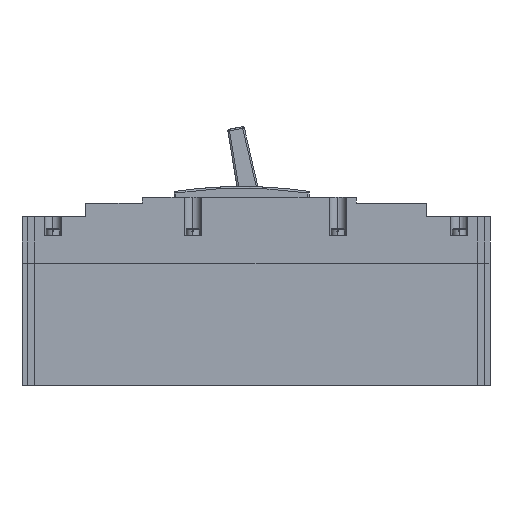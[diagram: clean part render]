
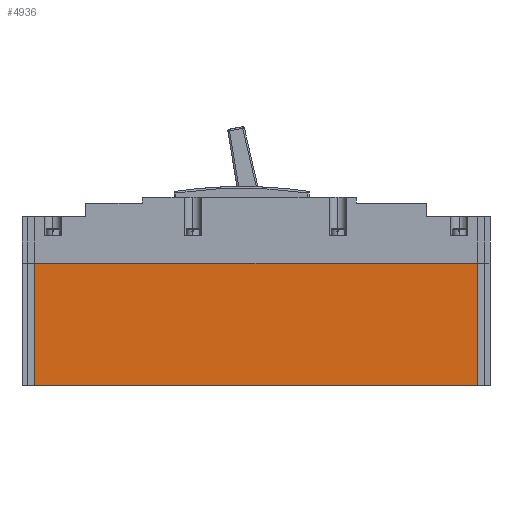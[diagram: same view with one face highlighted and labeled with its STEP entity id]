
A CAD part, left-side view. The second image highlights one B-rep face of the part: STEP entity #4936.
In plain terms, the highlighted planar face has unit normal (-1, 0, 0).
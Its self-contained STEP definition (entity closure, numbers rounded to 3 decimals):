
#2418 = DIRECTION ( 'NONE',  ( 0., 0., -1. ) ) ;
#3018 = VECTOR ( 'NONE', #9784, 1000. ) ;
#3064 = CARTESIAN_POINT ( 'NONE',  ( -105., -140., 0. ) ) ;
#3572 = VECTOR ( 'NONE', #18914, 1000. ) ;
#4182 = CARTESIAN_POINT ( 'NONE',  ( -105., -132.5, 73. ) ) ;
#4466 = LINE ( 'NONE', #28731, #14799 ) ;
#4851 = CARTESIAN_POINT ( 'NONE',  ( -105., -140., 101. ) ) ;
#4936 = ADVANCED_FACE ( 'NONE', ( #10861 ), #13377, .F. ) ;
#7292 = EDGE_CURVE ( 'NONE', #16127, #13846, #15774, .T. ) ;
#8470 = CARTESIAN_POINT ( 'NONE',  ( -105., -132.5, 0. ) ) ;
#9499 = CARTESIAN_POINT ( 'NONE',  ( -105., -140., 73. ) ) ;
#9784 = DIRECTION ( 'NONE',  ( 0., 1., 0. ) ) ;
#10861 = FACE_OUTER_BOUND ( 'NONE', #27683, .T. ) ;
#11344 = CARTESIAN_POINT ( 'NONE',  ( -105., -132.5, 101. ) ) ;
#11595 = DIRECTION ( 'NONE',  ( 1., 0., 0. ) ) ;
#11700 = LINE ( 'NONE', #9499, #3018 ) ;
#12656 = EDGE_CURVE ( 'NONE', #26575, #26651, #4466, .T. ) ;
#13162 = EDGE_CURVE ( 'NONE', #26651, #16127, #21265, .T. ) ;
#13377 = PLANE ( 'NONE',  #21101 ) ;
#13846 = VERTEX_POINT ( 'NONE', #4182 ) ;
#14724 = ORIENTED_EDGE ( 'NONE', *, *, #13162, .T. ) ;
#14799 = VECTOR ( 'NONE', #2418, 1000. ) ;
#15728 = CARTESIAN_POINT ( 'NONE',  ( -105., 132.5, 73. ) ) ;
#15774 = LINE ( 'NONE', #11344, #17926 ) ;
#16127 = VERTEX_POINT ( 'NONE', #8470 ) ;
#17926 = VECTOR ( 'NONE', #24470, 1000. ) ;
#18914 = DIRECTION ( 'NONE',  ( 0., -1., 0. ) ) ;
#20581 = CARTESIAN_POINT ( 'NONE',  ( -105., 132.5, 0. ) ) ;
#21101 = AXIS2_PLACEMENT_3D ( 'NONE', #4851, #11595, #22197 ) ;
#21265 = LINE ( 'NONE', #3064, #3572 ) ;
#21625 = EDGE_CURVE ( 'NONE', #13846, #26575, #11700, .T. ) ;
#22197 = DIRECTION ( 'NONE',  ( 0., 0., -1. ) ) ;
#24470 = DIRECTION ( 'NONE',  ( 0., 0., 1. ) ) ;
#24822 = ORIENTED_EDGE ( 'NONE', *, *, #21625, .T. ) ;
#26053 = ORIENTED_EDGE ( 'NONE', *, *, #12656, .T. ) ;
#26575 = VERTEX_POINT ( 'NONE', #15728 ) ;
#26651 = VERTEX_POINT ( 'NONE', #20581 ) ;
#27123 = ORIENTED_EDGE ( 'NONE', *, *, #7292, .T. ) ;
#27683 = EDGE_LOOP ( 'NONE', ( #24822, #26053, #14724, #27123 ) ) ;
#28731 = CARTESIAN_POINT ( 'NONE',  ( -105., 132.5, 101. ) ) ;
